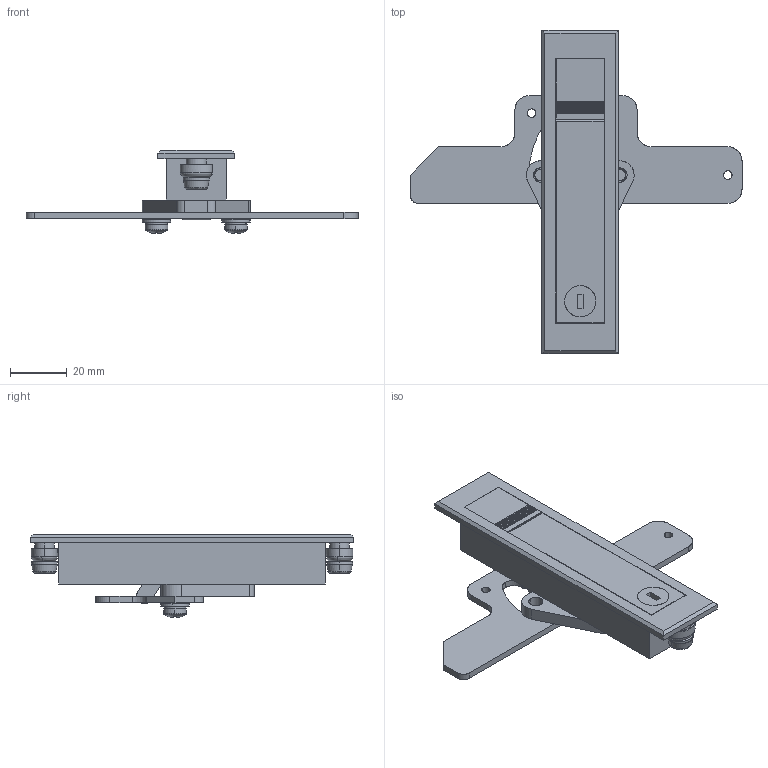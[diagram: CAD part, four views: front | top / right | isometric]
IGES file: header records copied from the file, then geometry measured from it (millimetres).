
Start section: SolidWorks IGES file using analytic representation for surfaces
Global section: file name: A-150-2-1.IGS,15; native system: HSolidWorks 2007; preprocessor: SolidWorks 2007; author: 4sw; date: 081031.130016; units: millimetre
Bounding box: 117 x 114 x 29.36 mm (x, y, z)
Surface area: 31676.7 mm2 (no closed solid volume)
Topology: 0 solids, 0 shells, 412 faces, 5606 edges, 5606 vertices
Faces by surface type: bspline 260, revolution 152
